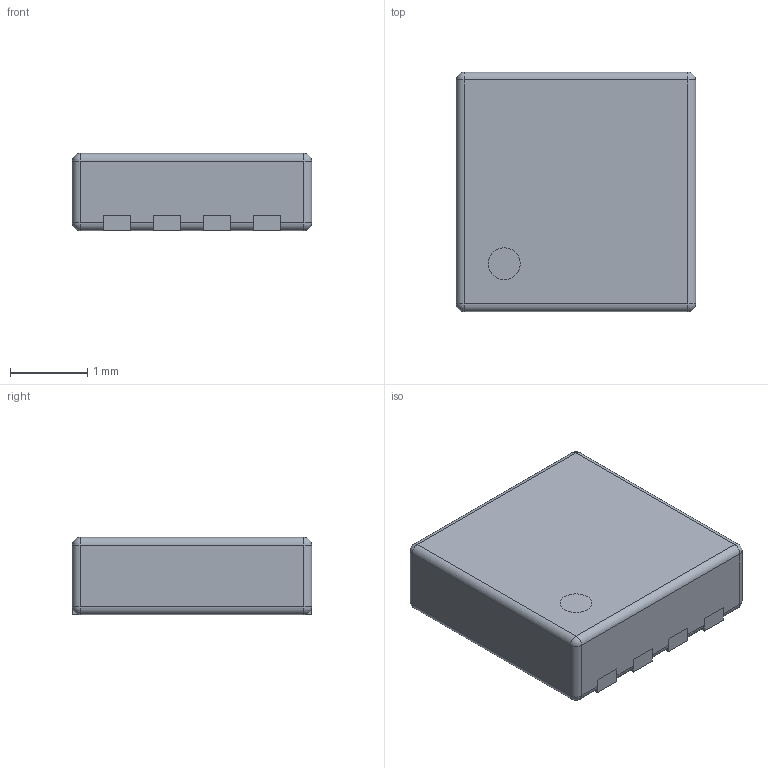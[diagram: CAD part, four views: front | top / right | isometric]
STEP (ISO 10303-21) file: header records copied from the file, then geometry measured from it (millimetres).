
FILE_DESCRIPTION(('STEP AP214'), '1');
FILE_NAME('MO-229', '2018-06-23T06:52:53', ('Nobody'), (''), 'ASCON STEP Converter 1.3', 'ASCON Math Kernel', '');
FILE_SCHEMA(('AUTOMOTIVE_DESIGN { 1 0 10303 214 3 1 1}'));
Length unit declared in the file: millimetre
Assembly tree (4 placements, depth 2):
  (unnamed)
    (unnamed)  x4
Bounding box: 3.1 x 3.1 x 1 mm (x, y, z)
Volume: 9.6 mm3; surface area: 45 mm2
Topology: 10 solids, 10 shells, 126 faces, 333 edges, 230 vertices
Faces by surface type: plane 82, cylinder 36, sphere 8
Entity records: 3780 total; most frequent: DIRECTION 504, CARTESIAN_POINT 485, ORIENTED_EDGE 434, EDGE_CURVE 217, LINE 192, VECTOR 192, AXIS2_PLACEMENT_3D 156, VERTEX_POINT 137
